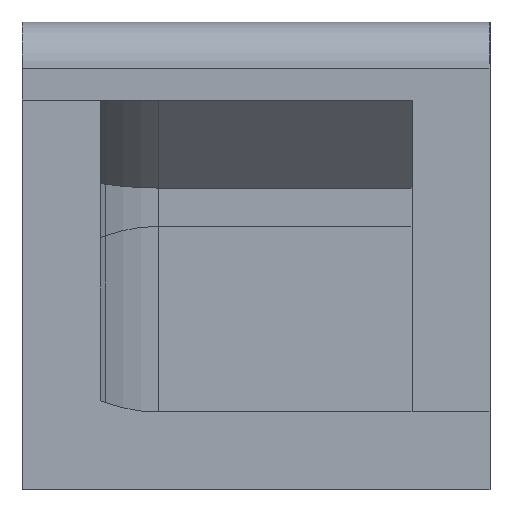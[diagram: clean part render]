
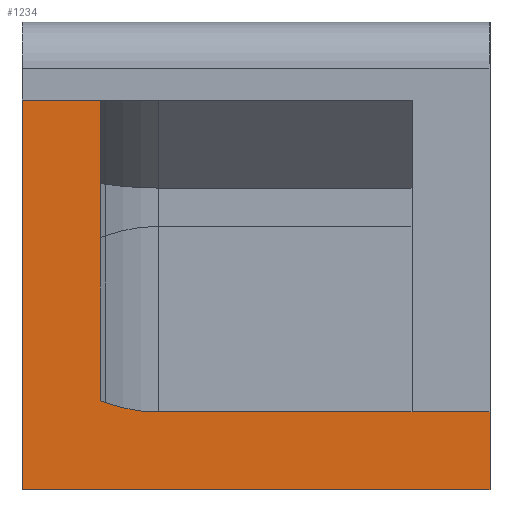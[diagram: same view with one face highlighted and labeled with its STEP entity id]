
A CAD part, front view. The second image highlights one B-rep face of the part: STEP entity #1234.
In plain terms, the highlighted planar face has unit normal (0, -1, 0).
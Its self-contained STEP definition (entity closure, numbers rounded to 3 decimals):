
#46 = CIRCLE ( 'NONE', #711, 10. ) ;
#49 = VECTOR ( 'NONE', #864, 1000. ) ;
#52 = LINE ( 'NONE', #860, #63 ) ;
#54 = LINE ( 'NONE', #863, #49 ) ;
#63 = VECTOR ( 'NONE', #861, 1000. ) ;
#74 = VECTOR ( 'NONE', #923, 1000. ) ;
#82 = LINE ( 'NONE', #955, #87 ) ;
#87 = VECTOR ( 'NONE', #943, 1000. ) ;
#90 = LINE ( 'NONE', #927, #74 ) ;
#98 = VECTOR ( 'NONE', #1389, 1000. ) ;
#113 = LINE ( 'NONE', #1393, #98 ) ;
#118 = LINE ( 'NONE', #1399, #138 ) ;
#138 = VECTOR ( 'NONE', #1414, 1000. ) ;
#154 = LINE ( 'NONE', #1417, #155 ) ;
#155 = VECTOR ( 'NONE', #1444, 1000. ) ;
#275 = EDGE_LOOP ( 'NONE', ( #514, #470, #483, #515, #460, #476, #433, #436 ) ) ;
#433 = ORIENTED_EDGE ( 'NONE', *, *, #666, .T. ) ;
#436 = ORIENTED_EDGE ( 'NONE', *, *, #660, .F. ) ;
#460 = ORIENTED_EDGE ( 'NONE', *, *, #611, .F. ) ;
#470 = ORIENTED_EDGE ( 'NONE', *, *, #671, .T. ) ;
#476 = ORIENTED_EDGE ( 'NONE', *, *, #689, .T. ) ;
#483 = ORIENTED_EDGE ( 'NONE', *, *, #685, .T. ) ;
#514 = ORIENTED_EDGE ( 'NONE', *, *, #600, .F. ) ;
#515 = ORIENTED_EDGE ( 'NONE', *, *, #594, .F. ) ;
#594 = EDGE_CURVE ( 'NONE', #1300, #1291, #113, .T. ) ;
#600 = EDGE_CURVE ( 'NONE', #1322, #1358, #118, .T. ) ;
#611 = EDGE_CURVE ( 'NONE', #1278, #1300, #154, .T. ) ;
#660 = EDGE_CURVE ( 'NONE', #1358, #1350, #52, .T. ) ;
#666 = EDGE_CURVE ( 'NONE', #1326, #1350, #54, .T. ) ;
#671 = EDGE_CURVE ( 'NONE', #1322, #1324, #46, .T. ) ;
#685 = EDGE_CURVE ( 'NONE', #1324, #1291, #82, .T. ) ;
#689 = EDGE_CURVE ( 'NONE', #1278, #1326, #90, .T. ) ;
#711 = AXIS2_PLACEMENT_3D ( 'NONE', #871, #901, #890 ) ;
#751 = AXIS2_PLACEMENT_3D ( 'NONE', #1091, #1089, #1072 ) ;
#802 = CARTESIAN_POINT ( 'NONE',  ( -42.243, 38.674, 51.218 ) ) ;
#804 = CARTESIAN_POINT ( 'NONE',  ( -45.663, 38.674, 51.821 ) ) ;
#807 = CARTESIAN_POINT ( 'NONE',  ( -51.006, 38.674, 46.218 ) ) ;
#825 = CARTESIAN_POINT ( 'NONE',  ( -21.006, 38.674, 51.218 ) ) ;
#828 = CARTESIAN_POINT ( 'NONE',  ( -21.006, 38.674, 46.218 ) ) ;
#860 = CARTESIAN_POINT ( 'NONE',  ( -21.006, 38.674, 76.218 ) ) ;
#861 = DIRECTION ( 'NONE',  ( 0., 0., -1. ) ) ;
#863 = CARTESIAN_POINT ( 'NONE',  ( -81.42, 38.674, 46.218 ) ) ;
#864 = DIRECTION ( 'NONE',  ( 1., 0., 0. ) ) ;
#871 = CARTESIAN_POINT ( 'NONE',  ( -42.243, 38.674, 61.218 ) ) ;
#890 = DIRECTION ( 'NONE',  ( 0., 0., 1. ) ) ;
#901 = DIRECTION ( 'NONE',  ( 0., 1., 0. ) ) ;
#923 = DIRECTION ( 'NONE',  ( 0., 0., -1. ) ) ;
#927 = CARTESIAN_POINT ( 'NONE',  ( -51.006, 38.674, 76.218 ) ) ;
#943 = DIRECTION ( 'NONE',  ( -0.94, 0., 0.342 ) ) ;
#955 = CARTESIAN_POINT ( 'NONE',  ( -74.043, 38.674, 62.15 ) ) ;
#1042 = PLANE ( 'NONE',  #751 ) ;
#1072 = DIRECTION ( 'NONE',  ( 0., 0., -1. ) ) ;
#1089 = DIRECTION ( 'NONE',  ( 0., -1., 0. ) ) ;
#1091 = CARTESIAN_POINT ( 'NONE',  ( -81.42, 38.674, 76.218 ) ) ;
#1167 = CARTESIAN_POINT ( 'NONE',  ( -46.006, 38.674, 51.945 ) ) ;
#1169 = CARTESIAN_POINT ( 'NONE',  ( -46.006, 38.674, 71.218 ) ) ;
#1186 = CARTESIAN_POINT ( 'NONE',  ( -51.006, 38.674, 71.218 ) ) ;
#1234 = ADVANCED_FACE ( 'NONE', ( #1598 ), #1042, .T. ) ;
#1278 = VERTEX_POINT ( 'NONE', #1186 ) ;
#1291 = VERTEX_POINT ( 'NONE', #1167 ) ;
#1300 = VERTEX_POINT ( 'NONE', #1169 ) ;
#1322 = VERTEX_POINT ( 'NONE', #802 ) ;
#1324 = VERTEX_POINT ( 'NONE', #804 ) ;
#1326 = VERTEX_POINT ( 'NONE', #807 ) ;
#1350 = VERTEX_POINT ( 'NONE', #828 ) ;
#1358 = VERTEX_POINT ( 'NONE', #825 ) ;
#1389 = DIRECTION ( 'NONE',  ( 0., 0., -1. ) ) ;
#1393 = CARTESIAN_POINT ( 'NONE',  ( -46.006, 38.674, 51.218 ) ) ;
#1399 = CARTESIAN_POINT ( 'NONE',  ( -78.022, 38.674, 51.218 ) ) ;
#1414 = DIRECTION ( 'NONE',  ( 1., 0., 0. ) ) ;
#1417 = CARTESIAN_POINT ( 'NONE',  ( -51.006, 38.674, 71.218 ) ) ;
#1444 = DIRECTION ( 'NONE',  ( 1., 0., 0. ) ) ;
#1598 = FACE_OUTER_BOUND ( 'NONE', #275, .T. ) ;
